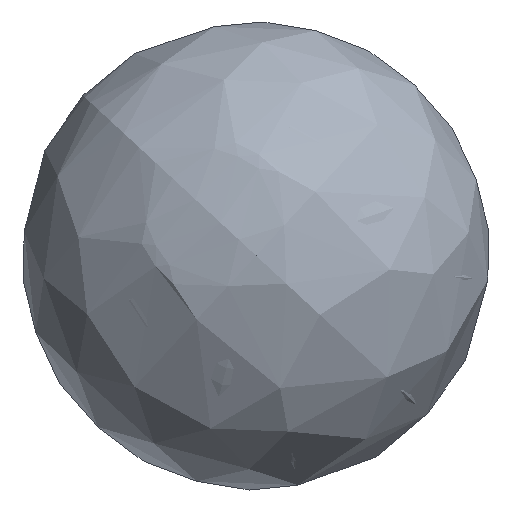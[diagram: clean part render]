
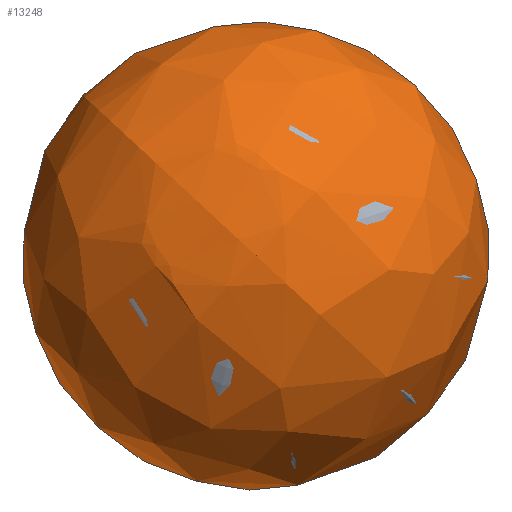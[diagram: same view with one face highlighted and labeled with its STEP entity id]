
A CAD part, top view. The second image highlights one B-rep face of the part: STEP entity #13248.
In plain terms, the highlighted free-form (B-spline) face has degree [3, 3] with [4, 7] control points.
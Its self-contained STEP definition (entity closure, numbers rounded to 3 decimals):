
#243 = EDGE_LOOP ( 'NONE', ( #22792 ) ) ;
#544 = CARTESIAN_POINT ( 'NONE',  ( 82.749, 86., 0. ) ) ;
#4440 = CARTESIAN_POINT ( 'NONE',  ( 17., 0.306, 0. ) ) ;
#4852 = CARTESIAN_POINT ( 'NONE',  ( 17., 0.306, 0. ) ) ;
#5771 = CARTESIAN_POINT ( 'NONE',  ( 0., 0.306, 0. ) ) ;
#5870 = DIRECTION ( 'NONE',  ( 0., 1., 0. ) ) ;
#6632 = CIRCLE ( 'NONE', #17473, 17. ) ;
#6714 = CARTESIAN_POINT ( 'NONE',  ( -95.697, 20.732, 0. ) ) ;
#6811 = CARTESIAN_POINT ( 'NONE',  ( 95.697, 20.732, -191.394 ) ) ;
#8304 = FACE_OUTER_BOUND ( 'NONE', #243, .T. ) ;
#8446 = CARTESIAN_POINT ( 'NONE',  ( 0., 86., 0. ) ) ;
#8982 = CARTESIAN_POINT ( 'NONE',  ( 95.697, 20.732, 191.394 ) ) ;
#8997 = EDGE_CURVE ( 'NONE', #12509, #12509, #6632, .T. ) ;
#10496 = CARTESIAN_POINT ( 'NONE',  ( 0., 86., 0. ) ) ;
#10699 = CARTESIAN_POINT ( 'NONE',  ( 0., 86., 0. ) ) ;
#10707 = CARTESIAN_POINT ( 'NONE',  ( -82.749, 86., -165.498 ) ) ;
#11347 = CARTESIAN_POINT ( 'NONE',  ( -95.697, 20.732, -191.394 ) ) ;
#12061 =( BOUNDED_SURFACE ( )  B_SPLINE_SURFACE ( 3, 3, ( 
 ( #4852, #13404, #20647, #25192, #15681, #17983, #4440 ),
 ( #20236, #6811, #11347, #6714, #22524, #8982, #22622 ),
 ( #544, #19290, #10707, #26518, #15135, #21311, #14564 ),
 ( #26507, #10496, #19126, #27923, #8446, #10699, #12304 ) ),
 .UNSPECIFIED., .F., .T., .F. ) 
 B_SPLINE_SURFACE_WITH_KNOTS ( ( 4, 4 ),
 ( 4, 3, 4 ),
 ( 0., 1. ),
 ( 0., 0.5, 1. ),
 .UNSPECIFIED. ) 
 GEOMETRIC_REPRESENTATION_ITEM ( )  RATIONAL_B_SPLINE_SURFACE ( (
 ( 1., 0.333, 0.333, 1., 0.333, 0.333, 1.),
 ( 0.438, 0.146, 0.146, 0.438, 0.146, 0.146, 0.438),
 ( 0.438, 0.146, 0.146, 0.438, 0.146, 0.146, 0.438),
 ( 1., 0.333, 0.333, 1., 0.333, 0.333, 1.) ) ) 
 REPRESENTATION_ITEM ( '' )  SURFACE ( )  );
#12304 = CARTESIAN_POINT ( 'NONE',  ( 0., 86., 0. ) ) ;
#12509 = VERTEX_POINT ( 'NONE', #28196 ) ;
#13248 = ADVANCED_FACE ( 'NONE', ( #8304 ), #12061, .F. ) ;
#13404 = CARTESIAN_POINT ( 'NONE',  ( 17., 0.306, -34. ) ) ;
#14564 = CARTESIAN_POINT ( 'NONE',  ( 82.749, 86., 0. ) ) ;
#15135 = CARTESIAN_POINT ( 'NONE',  ( -82.749, 86., 165.498 ) ) ;
#15681 = CARTESIAN_POINT ( 'NONE',  ( -17., 0.306, 34. ) ) ;
#17473 = AXIS2_PLACEMENT_3D ( 'NONE', #5771, #5870, #21677 ) ;
#17983 = CARTESIAN_POINT ( 'NONE',  ( 17., 0.306, 34. ) ) ;
#19126 = CARTESIAN_POINT ( 'NONE',  ( 0., 86., 0. ) ) ;
#19290 = CARTESIAN_POINT ( 'NONE',  ( 82.749, 86., -165.498 ) ) ;
#20236 = CARTESIAN_POINT ( 'NONE',  ( 95.697, 20.732, 0. ) ) ;
#20647 = CARTESIAN_POINT ( 'NONE',  ( -17., 0.306, -34. ) ) ;
#21311 = CARTESIAN_POINT ( 'NONE',  ( 82.749, 86., 165.498 ) ) ;
#21677 = DIRECTION ( 'NONE',  ( 0., 0., 1. ) ) ;
#22524 = CARTESIAN_POINT ( 'NONE',  ( -95.697, 20.732, 191.394 ) ) ;
#22622 = CARTESIAN_POINT ( 'NONE',  ( 95.697, 20.732, 0. ) ) ;
#22792 = ORIENTED_EDGE ( 'NONE', *, *, #8997, .T. ) ;
#25192 = CARTESIAN_POINT ( 'NONE',  ( -17., 0.306, 0. ) ) ;
#26507 = CARTESIAN_POINT ( 'NONE',  ( 0., 86., 0. ) ) ;
#26518 = CARTESIAN_POINT ( 'NONE',  ( -82.749, 86., 0. ) ) ;
#27923 = CARTESIAN_POINT ( 'NONE',  ( 0., 86., 0. ) ) ;
#28196 = CARTESIAN_POINT ( 'NONE',  ( 0., 0.306, 17. ) ) ;
